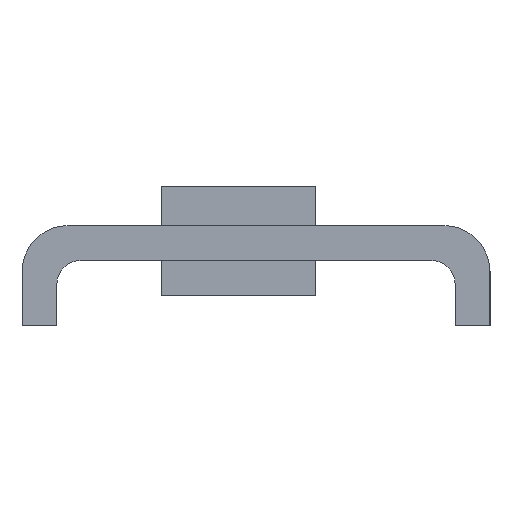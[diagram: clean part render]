
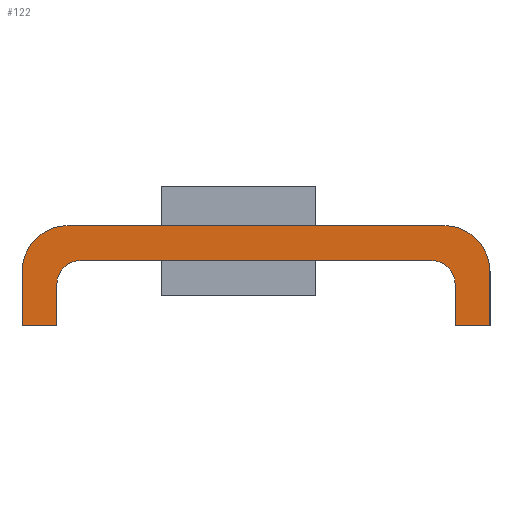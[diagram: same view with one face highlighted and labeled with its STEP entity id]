
A CAD part, left-side view. The second image highlights one B-rep face of the part: STEP entity #122.
In plain terms, the highlighted planar face has unit normal (-1, 0, 0).
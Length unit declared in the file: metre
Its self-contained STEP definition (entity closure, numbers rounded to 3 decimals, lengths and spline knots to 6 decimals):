
#122=ADVANCED_FACE('0:41216',(#269),#270,.T.);
#269=FACE_OUTER_BOUND('',#416,.T.);
#270=PLANE('',#417);
#416=EDGE_LOOP('',(#1024,#1025,#1026,#1027,#1028,#1029,#1030,#1031,#1032,#1033,#1034,#1035,#1036,#1037,#1038,#1039));
#417=AXIS2_PLACEMENT_3D('',#1040,#1041,#1042);
#1024=ORIENTED_EDGE('',*,*,#1171,.F.);
#1025=ORIENTED_EDGE('',*,*,#1247,.F.);
#1026=ORIENTED_EDGE('',*,*,#1047,.F.);
#1027=ORIENTED_EDGE('',*,*,#1238,.T.);
#1028=ORIENTED_EDGE('',*,*,#1241,.T.);
#1029=ORIENTED_EDGE('',*,*,#1242,.F.);
#1030=ORIENTED_EDGE('',*,*,#1049,.F.);
#1031=ORIENTED_EDGE('',*,*,#1245,.F.);
#1032=ORIENTED_EDGE('',*,*,#1156,.F.);
#1033=ORIENTED_EDGE('',*,*,#1053,.F.);
#1034=ORIENTED_EDGE('',*,*,#1235,.F.);
#1035=ORIENTED_EDGE('',*,*,#1225,.F.);
#1036=ORIENTED_EDGE('',*,*,#1226,.T.);
#1037=ORIENTED_EDGE('',*,*,#1230,.T.);
#1038=ORIENTED_EDGE('',*,*,#1232,.F.);
#1039=ORIENTED_EDGE('',*,*,#1059,.F.);
#1040=CARTESIAN_POINT('',(-2.88845,3.1821,0.89992));
#1041=DIRECTION('',(-1.0,0.,0.0));
#1042=DIRECTION('',(0.0,0.0,1.0));
#1047=EDGE_CURVE('5:51883',#1253,#1249,#1255,.T.);
#1049=EDGE_CURVE('5:51895',#1256,#1259,#1260,.T.);
#1053=EDGE_CURVE('5:51898',#1264,#1267,#1268,.T.);
#1059=EDGE_CURVE('5:51910',#1277,#1273,#1279,.T.);
#1156=EDGE_CURVE('0:41246',#1267,#1453,#1454,.F.);
#1171=EDGE_CURVE('0:41234',#1475,#1277,#1477,.F.);
#1225=EDGE_CURVE('5:51901',#1555,#1551,#1557,.T.);
#1226=EDGE_CURVE('15:8463',#1555,#1558,#1559,.T.);
#1230=EDGE_CURVE('5:51907',#1558,#1563,#1566,.F.);
#1232=EDGE_CURVE('5:51910',#1273,#1563,#1568,.T.);
#1235=EDGE_CURVE('5:51898',#1551,#1264,#1571,.T.);
#1238=EDGE_CURVE('5:51886',#1253,#1574,#1576,.F.);
#1241=EDGE_CURVE('15:8436',#1574,#1579,#1581,.F.);
#1242=EDGE_CURVE('5:51892',#1259,#1579,#1582,.T.);
#1245=EDGE_CURVE('5:51895',#1453,#1256,#1585,.T.);
#1247=EDGE_CURVE('5:51883',#1249,#1475,#1587,.T.);
#1249=VERTEX_POINT('',#1589);
#1253=VERTEX_POINT('',#1594);
#1255=CIRCLE('',#1597,0.5);
#1256=VERTEX_POINT('',#1598);
#1259=VERTEX_POINT('',#1602);
#1260=CIRCLE('',#1603,0.25);
#1264=VERTEX_POINT('',#1608);
#1267=VERTEX_POINT('',#1612);
#1268=CIRCLE('',#1613,0.25);
#1273=VERTEX_POINT('',#1619);
#1277=VERTEX_POINT('',#1624);
#1279=CIRCLE('',#1627,0.5);
#1453=VERTEX_POINT('',#1873);
#1454=LINE('',#1874,#1875);
#1475=VERTEX_POINT('',#1909);
#1477=LINE('',#1912,#1913);
#1551=VERTEX_POINT('',#2029);
#1555=VERTEX_POINT('',#2035);
#1557=LINE('',#2038,#2039);
#1558=VERTEX_POINT('',#2040);
#1559=LINE('',#2041,#2042);
#1563=VERTEX_POINT('',#2048);
#1566=LINE('',#2052,#2053);
#1568=CIRCLE('',#2056,0.5);
#1571=CIRCLE('',#2059,0.25);
#1574=VERTEX_POINT('',#2063);
#1576=LINE('',#2066,#2067);
#1579=VERTEX_POINT('',#2071);
#1581=LINE('',#2074,#2075);
#1582=LINE('',#2076,#2077);
#1585=CIRCLE('',#2081,0.25);
#1587=CIRCLE('',#2083,0.5);
#1589=CARTESIAN_POINT('',(-2.88845,5.431623,0.943473));
#1594=CARTESIAN_POINT('',(-2.88845,5.57807,0.58992));
#1597=AXIS2_PLACEMENT_3D('',#2089,#2090,#2091);
#1598=CARTESIAN_POINT('',(-2.88845,5.124847,0.636697));
#1602=CARTESIAN_POINT('',(-2.88845,5.19807,0.45992));
#1603=AXIS2_PLACEMENT_3D('',#2093,#2094,#2095);
#1608=CARTESIAN_POINT('',(-2.88845,0.948373,0.636697));
#1612=CARTESIAN_POINT('',(-2.88845,1.12515,0.70992));
#1613=AXIS2_PLACEMENT_3D('',#2101,#2102,#2103);
#1619=CARTESIAN_POINT('',(-2.88845,0.641597,0.943473));
#1624=CARTESIAN_POINT('',(-2.88845,0.99515,1.08992));
#1627=AXIS2_PLACEMENT_3D('',#2113,#2114,#2115);
#1873=CARTESIAN_POINT('',(-2.88845,4.94807,0.70992));
#1874=CARTESIAN_POINT('',(-2.88845,3.1821,0.70992));
#1875=VECTOR('',#2260,1.0);
#1909=CARTESIAN_POINT('',(-2.88845,5.07807,1.08992));
#1912=CARTESIAN_POINT('',(-2.88845,3.1821,1.08992));
#1913=VECTOR('',#2275,1.0);
#2029=CARTESIAN_POINT('',(-2.88845,0.87515,0.45992));
#2035=CARTESIAN_POINT('',(-2.88845,0.87515,0.0));
#2038=CARTESIAN_POINT('',(-2.88845,0.87515,0.44996));
#2039=VECTOR('',#2345,1.0);
#2040=CARTESIAN_POINT('',(-2.88845,0.49515,0.0));
#2041=CARTESIAN_POINT('',(-2.88845,1.714025,0.0));
#2042=VECTOR('',#2346,1.0);
#2048=CARTESIAN_POINT('',(-2.88845,0.49515,0.58992));
#2052=CARTESIAN_POINT('',(-2.88845,0.49515,0.44996));
#2053=VECTOR('',#2350,1.0);
#2056=AXIS2_PLACEMENT_3D('',#2352,#2353,#2354);
#2059=AXIS2_PLACEMENT_3D('',#2361,#2362,#2363);
#2063=CARTESIAN_POINT('',(-2.88845,5.57807,0.));
#2066=CARTESIAN_POINT('',(-2.88845,5.57807,1.384661));
#2067=VECTOR('',#2366,1.0);
#2071=CARTESIAN_POINT('',(-2.88845,5.19807,0.));
#2074=CARTESIAN_POINT('',(-2.88845,4.03065,0.0));
#2075=VECTOR('',#2369,1.0);
#2076=CARTESIAN_POINT('',(-2.88845,5.19807,1.384661));
#2077=VECTOR('',#2370,1.0);
#2081=AXIS2_PLACEMENT_3D('',#2375,#2376,#2377);
#2083=AXIS2_PLACEMENT_3D('',#2381,#2382,#2383);
#2089=CARTESIAN_POINT('',(-2.88845,5.07807,0.58992));
#2090=DIRECTION('',(1.0,0.,0.));
#2091=DIRECTION('',(0.,0.707,0.707));
#2093=CARTESIAN_POINT('',(-2.88845,4.94807,0.45992));
#2094=DIRECTION('',(-1.0,0.,0.));
#2095=DIRECTION('',(0.,0.707,0.707));
#2101=CARTESIAN_POINT('',(-2.88845,1.12515,0.45992));
#2102=DIRECTION('',(-1.0,0.,0.0));
#2103=DIRECTION('',(0.,-0.707,0.707));
#2113=CARTESIAN_POINT('',(-2.88845,0.99515,0.58992));
#2114=DIRECTION('',(1.0,0.,0.0));
#2115=DIRECTION('',(0.,-0.707,0.707));
#2260=DIRECTION('',(0.,-1.0,0.));
#2275=DIRECTION('',(0.,1.0,0.));
#2345=DIRECTION('',(0.,0.,1.0));
#2346=DIRECTION('',(0.,-1.0,0.0));
#2350=DIRECTION('',(0.,0.,-1.0));
#2352=CARTESIAN_POINT('',(-2.88845,0.99515,0.58992));
#2353=DIRECTION('',(1.0,0.,0.0));
#2354=DIRECTION('',(0.,-0.707,0.707));
#2361=CARTESIAN_POINT('',(-2.88845,1.12515,0.45992));
#2362=DIRECTION('',(-1.0,0.,0.0));
#2363=DIRECTION('',(0.,-0.707,0.707));
#2366=DIRECTION('',(0.0,0.0,1.0));
#2369=DIRECTION('',(0.,1.0,0.0));
#2370=DIRECTION('',(-0.0,-0.0,-1.0));
#2375=CARTESIAN_POINT('',(-2.88845,4.94807,0.45992));
#2376=DIRECTION('',(-1.0,0.,0.));
#2377=DIRECTION('',(0.,0.707,0.707));
#2381=CARTESIAN_POINT('',(-2.88845,5.07807,0.58992));
#2382=DIRECTION('',(1.0,0.,0.));
#2383=DIRECTION('',(0.,0.707,0.707));
